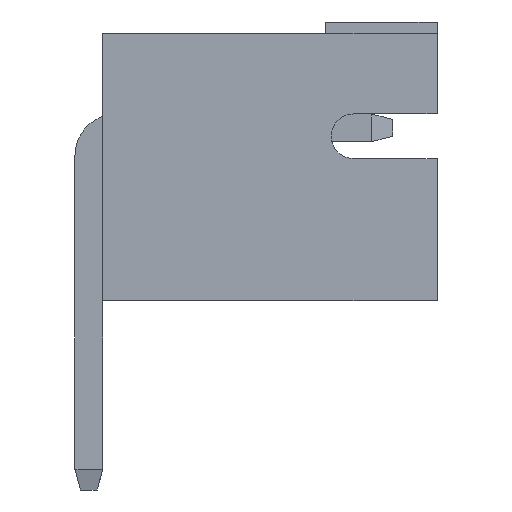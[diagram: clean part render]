
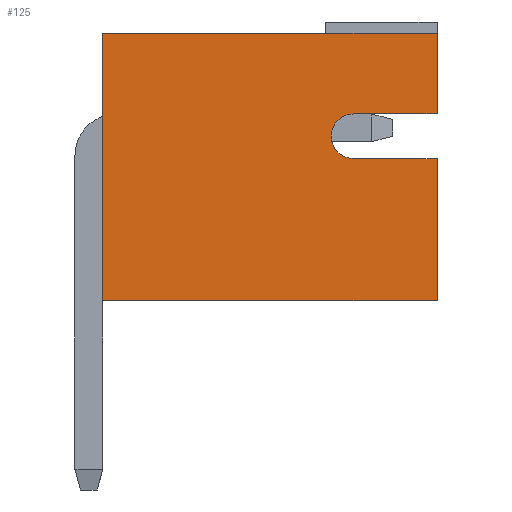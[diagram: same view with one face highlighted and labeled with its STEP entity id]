
A CAD part, left-side view. The second image highlights one B-rep face of the part: STEP entity #125.
In plain terms, the highlighted planar face has unit normal (-1, 0, 0).
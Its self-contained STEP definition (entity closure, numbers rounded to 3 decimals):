
#125=ADVANCED_FACE('',(#2530),#2532,.T.);
#2530=FACE_BOUND('',#2531,.T.);
#2531=EDGE_LOOP('',(#4478,#4479,#4480,#4481,#4482,#4483,#4484,#4485));
#2532=PLANE('',#2533);
#2533=AXIS2_PLACEMENT_3D('',#2534,#2535,#2536);
#2534=CARTESIAN_POINT('',(-1.95,0.,0.));
#2535=DIRECTION('',(-1.,0.,0.));
#2536=DIRECTION('',(0.,0.,1.));
#4478=ORIENTED_EDGE('',*,*,#5831,.T.);
#4479=ORIENTED_EDGE('',*,*,#5767,.T.);
#4480=ORIENTED_EDGE('',*,*,#5825,.T.);
#4481=ORIENTED_EDGE('',*,*,#5832,.T.);
#4482=ORIENTED_EDGE('',*,*,#5833,.T.);
#4483=ORIENTED_EDGE('',*,*,#5834,.T.);
#4484=ORIENTED_EDGE('',*,*,#5835,.T.);
#4485=ORIENTED_EDGE('',*,*,#5836,.T.);
#5767=EDGE_CURVE('',#6458,#6456,#6459,.T.);
#5825=EDGE_CURVE('',#6456,#6568,#6570,.T.);
#5831=EDGE_CURVE('',#6578,#6458,#6579,.F.);
#5832=EDGE_CURVE('',#6568,#6580,#6581,.T.);
#5833=EDGE_CURVE('',#6580,#6582,#6583,.T.);
#5834=EDGE_CURVE('',#6582,#6584,#6585,.T.);
#5835=EDGE_CURVE('',#6584,#6586,#6587,.F.);
#5836=EDGE_CURVE('',#6586,#6578,#6588,.F.);
#6456=VERTEX_POINT('',#7581);
#6458=VERTEX_POINT('',#7585);
#6459=LINE('',#7586,#7587);
#6568=VERTEX_POINT('',#7809);
#6570=LINE('',#7813,#7814);
#6578=VERTEX_POINT('',#7833);
#6579=LINE('',#7834,#7835);
#6580=VERTEX_POINT('',#7837);
#6581=LINE('',#7838,#7839);
#6582=VERTEX_POINT('',#7841);
#6583=LINE('',#7842,#7843);
#6584=VERTEX_POINT('',#7845);
#6585=LINE('',#7846,#7847);
#6586=VERTEX_POINT('',#7849);
#6587=LINE('',#7850,#7851);
#6588=CIRCLE('',#7853,0.4);
#7581=CARTESIAN_POINT('',(-1.95,-6.25,4.8));
#7585=CARTESIAN_POINT('',(-1.95,-6.25,3.35));
#7586=CARTESIAN_POINT('',(-1.95,-6.25,3.35));
#7587=VECTOR('',#7588,1.);
#7588=DIRECTION('',(0.,0.,1.));
#7809=CARTESIAN_POINT('',(-1.95,-0.25,4.8));
#7813=CARTESIAN_POINT('',(-1.95,-6.25,4.8));
#7814=VECTOR('',#7815,1.);
#7815=DIRECTION('',(0.,1.,0.));
#7833=CARTESIAN_POINT('',(-1.95,-4.75,3.35));
#7834=CARTESIAN_POINT('',(-1.95,-6.25,3.35));
#7835=VECTOR('',#7836,1.);
#7836=DIRECTION('',(0.,1.,0.));
#7837=CARTESIAN_POINT('',(-1.95,-0.25,0.));
#7838=CARTESIAN_POINT('',(-1.95,-0.25,4.8));
#7839=VECTOR('',#7840,1.);
#7840=DIRECTION('',(0.,0.,-1.));
#7841=CARTESIAN_POINT('',(-1.95,-6.25,0.));
#7842=CARTESIAN_POINT('',(-1.95,-0.25,0.));
#7843=VECTOR('',#7844,1.);
#7844=DIRECTION('',(0.,-1.,0.));
#7845=CARTESIAN_POINT('',(-1.95,-6.25,2.55));
#7846=CARTESIAN_POINT('',(-1.95,-6.25,0.));
#7847=VECTOR('',#7848,1.);
#7848=DIRECTION('',(0.,0.,1.));
#7849=CARTESIAN_POINT('',(-1.95,-4.75,2.55));
#7850=CARTESIAN_POINT('',(-1.95,-4.75,2.55));
#7851=VECTOR('',#7852,1.);
#7852=DIRECTION('',(0.,-1.,0.));
#7853=AXIS2_PLACEMENT_3D('',#7854,#7855,#7856);
#7854=CARTESIAN_POINT('',(-1.95,-4.75,2.95));
#7855=DIRECTION('',(-1.,0.,0.));
#7856=DIRECTION('',(0.,0.,1.));
